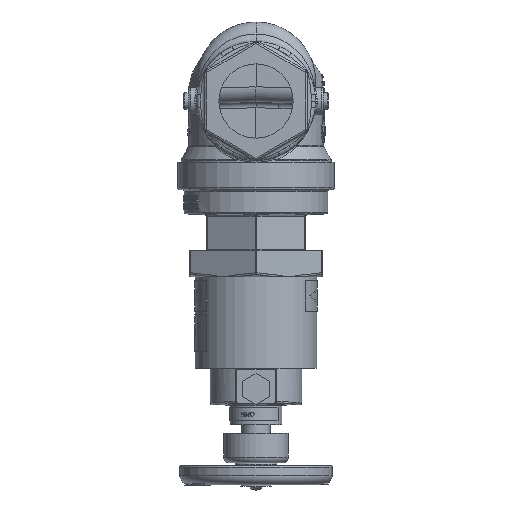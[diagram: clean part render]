
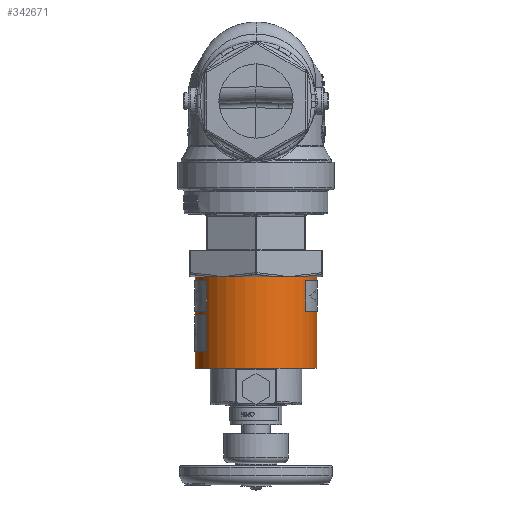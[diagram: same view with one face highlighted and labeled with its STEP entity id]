
A CAD part, left-side view. The second image highlights one B-rep face of the part: STEP entity #342671.
In plain terms, the highlighted cylindrical face has radius 50.8 mm (diameter 101.6 mm), a full revolution.
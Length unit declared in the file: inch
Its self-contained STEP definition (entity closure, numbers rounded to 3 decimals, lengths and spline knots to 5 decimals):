
#47826 = AXIS2_PLACEMENT_3D ( 'NONE', #113707, #346921, #147206 ) ;
#65514 = VERTEX_POINT ( 'NONE', #187262 ) ;
#110333 = CARTESIAN_POINT ( 'NONE',  ( 0., 0., -6.845 ) ) ;
#113707 = CARTESIAN_POINT ( 'NONE',  ( 0., 0., -3.845 ) ) ;
#120336 = AXIS2_PLACEMENT_3D ( 'NONE', #110333, #343530, #143790 ) ;
#141234 = CIRCLE ( 'NONE', #47826, 2. ) ;
#143790 = DIRECTION ( 'NONE',  ( 1., 0., 0. ) ) ;
#147113 = EDGE_CURVE ( 'NONE', #165039, #165039, #408912, .T. ) ;
#147206 = DIRECTION ( 'NONE',  ( 1., 0., 0. ) ) ;
#154795 = DIRECTION ( 'NONE',  ( -1., 0., 0. ) ) ;
#165039 = VERTEX_POINT ( 'NONE', #210721 ) ;
#187262 = CARTESIAN_POINT ( 'NONE',  ( 2., 0., -3.845 ) ) ;
#205821 = EDGE_LOOP ( 'NONE', ( #300449 ) ) ;
#210721 = CARTESIAN_POINT ( 'NONE',  ( 2., 0., -6.845 ) ) ;
#222925 = CYLINDRICAL_SURFACE ( 'NONE', #390162, 2. ) ;
#223713 = EDGE_LOOP ( 'NONE', ( #314090 ) ) ;
#233414 = FACE_OUTER_BOUND ( 'NONE', #205821, .T. ) ;
#300449 = ORIENTED_EDGE ( 'NONE', *, *, #147113, .F. ) ;
#314090 = ORIENTED_EDGE ( 'NONE', *, *, #423000, .T. ) ;
#342671 = ADVANCED_FACE ( 'NONE', ( #233414, #421178 ), #222925, .T. ) ;
#343530 = DIRECTION ( 'NONE',  ( 0., 0., -1. ) ) ;
#346921 = DIRECTION ( 'NONE',  ( 0., 0., -1. ) ) ;
#372308 = DIRECTION ( 'NONE',  ( 0., 0., 1. ) ) ;
#390162 = AXIS2_PLACEMENT_3D ( 'NONE', #405770, #372308, #154795 ) ;
#405770 = CARTESIAN_POINT ( 'NONE',  ( 0., 0., -6.845 ) ) ;
#408912 = CIRCLE ( 'NONE', #120336, 2. ) ;
#421178 = FACE_OUTER_BOUND ( 'NONE', #223713, .T. ) ;
#423000 = EDGE_CURVE ( 'NONE', #65514, #65514, #141234, .T. ) ;
